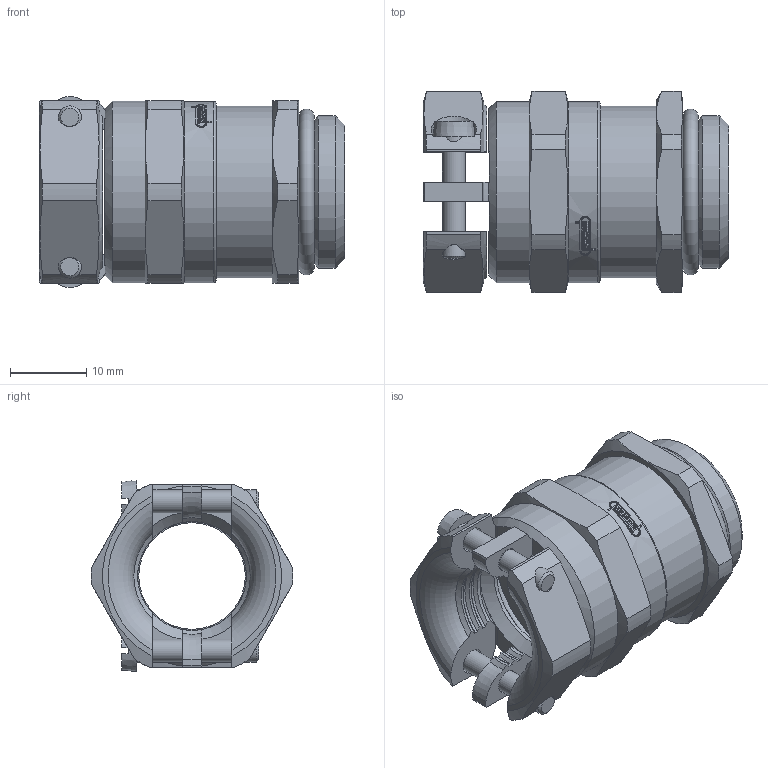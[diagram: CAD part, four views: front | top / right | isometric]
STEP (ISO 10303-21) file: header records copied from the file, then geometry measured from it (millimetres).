
FILE_DESCRIPTION(/* description */ ('HSK-MZ Metr.-Cable glands for special applications'),/* implementation_level */ '2;1');
FILE_NAME(/* name */ 'HU1690201650.stp',/* time_stamp */ '2021-10-12T15:07:20+02:00',/* author */ ('sl'),/* organization */ ('HUMMEL'),/* preprocessor_version */ 'ST-DEVELOPER v16.5',/* originating_system */ 'Autodesk Inventor 2017',/* authorisation */ '');
FILE_SCHEMA (('AUTOMOTIVE_DESIGN { 1 0 10303 214 3 1 1 }'));
Length unit declared in the file: millimetre
Products named in the file (6): HSK-MZ 1.690.2016.50; HSK-MZ 1.690.2016.50-Gland; HSK-MZ 1.690.2016.50-Nut; HSK-MZ 1.690.2016.50-Clamping insert; HSK-MZ 1.690.2016.50-Sealing insert; HSK-MZ 1.690.2016.50-O-Ring
Assembly tree (5 placements, depth 2):
  HSK-MZ 1.690.2016.50
    HSK-MZ 1.690.2016.50-Gland
    HSK-MZ 1.690.2016.50-Nut
    HSK-MZ 1.690.2016.50-Clamping insert
    HSK-MZ 1.690.2016.50-Sealing insert
    HSK-MZ 1.690.2016.50-O-Ring
Bounding box: 40.09 x 26.49 x 25.08 mm (x, y, z)
Volume: 9659.6 mm3; surface area: 11755.2 mm2
Topology: 5 solids, 5 shells, 307 faces, 821 edges, 539 vertices
Faces by surface type: plane 159, cylinder 81, cone 51, torus 16
Full cylindrical faces by diameter (mm): 3 x3, 3.2 x2, 3.4 x2, 14 x1, 14.2 x1, 14.3 x1, 16 x2, 16.1 x2, 17.8 x1, 18.9 x2, 19.9 x2, 20 x1, 21.16 x1, 21.4 x1, 21.83 x2, 22.5 x1, 23.8 x2
Entity records: 9726 total; most frequent: CARTESIAN_POINT 2159, DIRECTION 1608, ORIENTED_EDGE 1514, EDGE_CURVE 757, AXIS2_PLACEMENT_3D 643, VERTEX_POINT 522, EDGE_LOOP 387, LINE 322
